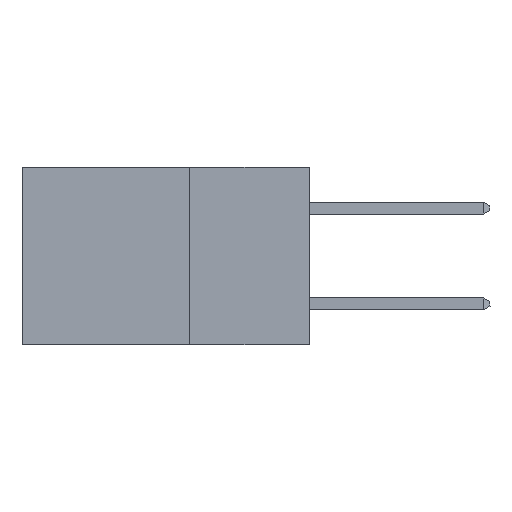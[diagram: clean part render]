
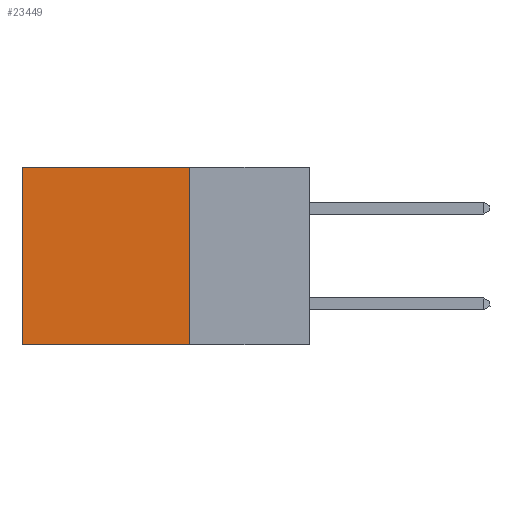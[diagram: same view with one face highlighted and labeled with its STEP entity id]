
A CAD part, left-side view. The second image highlights one B-rep face of the part: STEP entity #23449.
In plain terms, the highlighted planar face has unit normal (-1, 0, 0).
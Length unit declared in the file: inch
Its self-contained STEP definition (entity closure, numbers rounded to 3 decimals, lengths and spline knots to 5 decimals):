
#1898 = CARTESIAN_POINT ( 'NONE',  ( 0.2875, 0.25, -0.37 ) ) ;
#2448 = FACE_OUTER_BOUND ( 'NONE', #14112, .T. ) ;
#2649 = DIRECTION ( 'NONE',  ( 0., 1., 0. ) ) ;
#2761 = CARTESIAN_POINT ( 'NONE',  ( 0.2875, 0.6, 0. ) ) ;
#2802 = VECTOR ( 'NONE', #18881, 39.37008 ) ;
#3493 = VECTOR ( 'NONE', #2649, 39.37008 ) ;
#3632 = VERTEX_POINT ( 'NONE', #1898 ) ;
#3868 = EDGE_CURVE ( 'NONE', #3632, #6378, #4123, .T. ) ;
#4123 = LINE ( 'NONE', #20541, #3493 ) ;
#4163 = LINE ( 'NONE', #19935, #8706 ) ;
#6123 = VERTEX_POINT ( 'NONE', #2761 ) ;
#6378 = VERTEX_POINT ( 'NONE', #18813 ) ;
#6453 = CARTESIAN_POINT ( 'NONE',  ( 0.2875, 0.25, 0. ) ) ;
#7200 = AXIS2_PLACEMENT_3D ( 'NONE', #10862, #20884, #10772 ) ;
#8000 = DIRECTION ( 'NONE',  ( 0., 1., 0. ) ) ;
#8244 = ORIENTED_EDGE ( 'NONE', *, *, #20590, .T. ) ;
#8706 = VECTOR ( 'NONE', #8000, 39.37008 ) ;
#10209 = VECTOR ( 'NONE', #20439, 39.37008 ) ;
#10772 = DIRECTION ( 'NONE',  ( 0., 0., -1. ) ) ;
#10862 = CARTESIAN_POINT ( 'NONE',  ( 0.2875, 0.25, 0. ) ) ;
#12752 = EDGE_CURVE ( 'NONE', #14661, #3632, #17760, .T. ) ;
#14112 = EDGE_LOOP ( 'NONE', ( #20892, #23711, #23648, #8244 ) ) ;
#14661 = VERTEX_POINT ( 'NONE', #22511 ) ;
#15511 = LINE ( 'NONE', #23150, #2802 ) ;
#16948 = PLANE ( 'NONE',  #7200 ) ;
#17620 = EDGE_CURVE ( 'NONE', #6123, #6378, #15511, .T. ) ;
#17760 = LINE ( 'NONE', #6453, #10209 ) ;
#18813 = CARTESIAN_POINT ( 'NONE',  ( 0.2875, 0.6, -0.37 ) ) ;
#18881 = DIRECTION ( 'NONE',  ( 0., 0., -1. ) ) ;
#19935 = CARTESIAN_POINT ( 'NONE',  ( 0.2875, 0.25, 0. ) ) ;
#20439 = DIRECTION ( 'NONE',  ( 0., 0., -1. ) ) ;
#20541 = CARTESIAN_POINT ( 'NONE',  ( 0.2875, 0.25, -0.37 ) ) ;
#20590 = EDGE_CURVE ( 'NONE', #14661, #6123, #4163, .T. ) ;
#20884 = DIRECTION ( 'NONE',  ( 1., 0., 0. ) ) ;
#20892 = ORIENTED_EDGE ( 'NONE', *, *, #17620, .T. ) ;
#22511 = CARTESIAN_POINT ( 'NONE',  ( 0.2875, 0.25, 0. ) ) ;
#23150 = CARTESIAN_POINT ( 'NONE',  ( 0.2875, 0.6, 0. ) ) ;
#23449 = ADVANCED_FACE ( 'NONE', ( #2448 ), #16948, .F. ) ;
#23648 = ORIENTED_EDGE ( 'NONE', *, *, #12752, .F. ) ;
#23711 = ORIENTED_EDGE ( 'NONE', *, *, #3868, .F. ) ;
